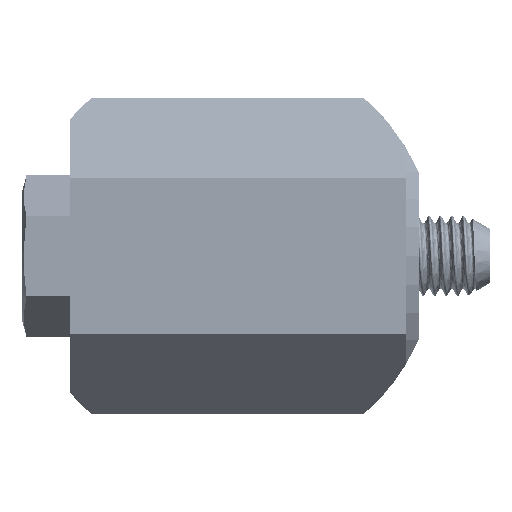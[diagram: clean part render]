
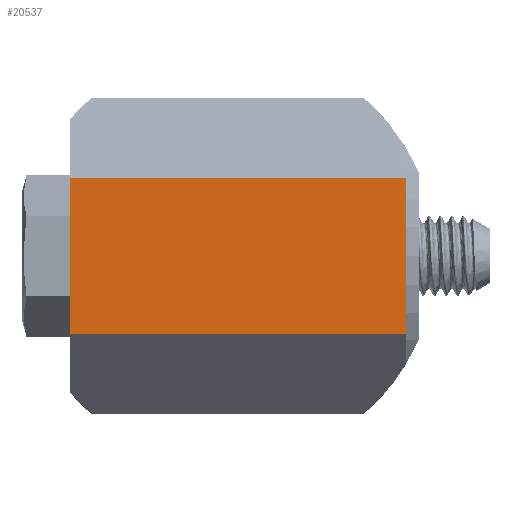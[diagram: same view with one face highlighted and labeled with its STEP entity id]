
A CAD part, left-side view. The second image highlights one B-rep face of the part: STEP entity #20537.
In plain terms, the highlighted planar face has unit normal (-1, 0, 0).
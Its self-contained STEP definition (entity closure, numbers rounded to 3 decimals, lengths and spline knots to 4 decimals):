
#474=PLANE('',#23389);
#810=LINE('',#59241,#1062);
#905=LINE('',#60204,#1157);
#906=LINE('',#60205,#1158);
#907=LINE('',#60206,#1159);
#1062=VECTOR('',#28714,0.3937);
#1157=VECTOR('',#29069,0.3937);
#1158=VECTOR('',#29070,0.3937);
#1159=VECTOR('',#29071,0.3937);
#2166=FACE_OUTER_BOUND('',#3326,.T.);
#3326=EDGE_LOOP('',(#17916,#17917,#17918,#17919));
#8214=VERTEX_POINT('',#59238);
#8215=VERTEX_POINT('',#59240);
#8336=VERTEX_POINT('',#60202);
#8337=VERTEX_POINT('',#60203);
#11350=EDGE_CURVE('',#8214,#8215,#810,.T.);
#11537=EDGE_CURVE('',#8336,#8337,#905,.T.);
#11538=EDGE_CURVE('',#8215,#8337,#906,.T.);
#11539=EDGE_CURVE('',#8336,#8214,#907,.T.);
#17916=ORIENTED_EDGE('',*,*,#11537,.T.);
#17917=ORIENTED_EDGE('',*,*,#11538,.F.);
#17918=ORIENTED_EDGE('',*,*,#11350,.F.);
#17919=ORIENTED_EDGE('',*,*,#11539,.F.);
#20537=ADVANCED_FACE('',(#2166),#474,.T.);
#23389=AXIS2_PLACEMENT_3D('',#60201,#29067,#29068);
#28714=DIRECTION('',(0.,0.,1.));
#29067=DIRECTION('center_axis',(-1.,0.,0.));
#29068=DIRECTION('ref_axis',(0.,0.,1.));
#29069=DIRECTION('',(0.,0.,1.));
#29070=DIRECTION('',(0.,-1.,0.));
#29071=DIRECTION('',(0.,1.,0.));
#59238=CARTESIAN_POINT('',(-0.971,1.09,-0.245));
#59240=CARTESIAN_POINT('',(-0.971,1.09,0.245));
#59241=CARTESIAN_POINT('',(-0.971,1.09,0.495));
#60201=CARTESIAN_POINT('Origin',(-0.971,0.,-0.495));
#60202=CARTESIAN_POINT('',(-0.971,0.04,-0.245));
#60203=CARTESIAN_POINT('',(-0.971,0.04,0.245));
#60204=CARTESIAN_POINT('',(-0.971,0.04,-0.2475));
#60205=CARTESIAN_POINT('',(-0.971,0.,0.245));
#60206=CARTESIAN_POINT('',(-0.971,0.,-0.245));
